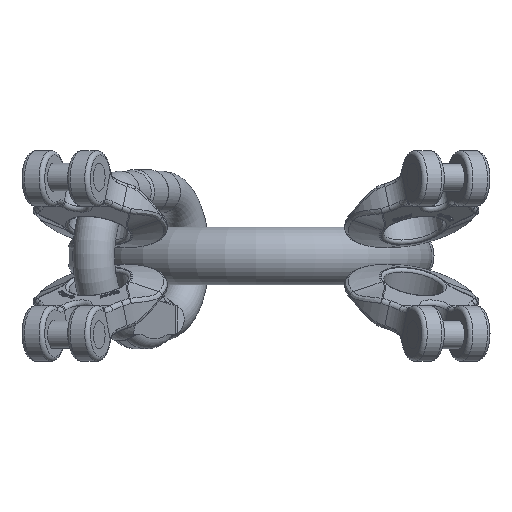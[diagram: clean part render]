
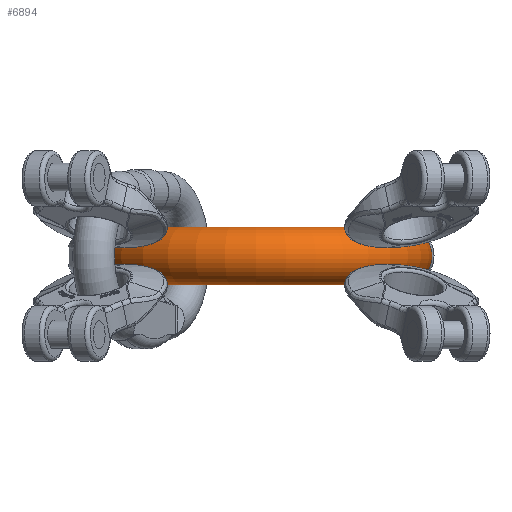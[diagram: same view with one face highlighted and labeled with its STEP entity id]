
A CAD part, front view. The second image highlights one B-rep face of the part: STEP entity #6894.
In plain terms, the highlighted toroidal (fillet/blend) face has major radius 68.5 mm and minor radius 13.5 mm.
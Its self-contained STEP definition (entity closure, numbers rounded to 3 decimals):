
#443=TOROIDAL_SURFACE('',#20275,68.5,13.5);
#6894=ADVANCED_FACE('',(#7610,#7611),#443,.T.);
#7610=FACE_BOUND('',#8336,.T.);
#7611=FACE_BOUND('',#8337,.T.);
#8336=EDGE_LOOP('',(#11890));
#8337=EDGE_LOOP('',(#11891));
#11890=ORIENTED_EDGE('',*,*,#17878,.T.);
#11891=ORIENTED_EDGE('',*,*,#17916,.F.);
#15530=VERTEX_POINT('',#33714);
#15568=VERTEX_POINT('',#33972);
#17878=EDGE_CURVE('',#15530,#15530,#19500,.T.);
#17916=EDGE_CURVE('',#15568,#15568,#19502,.T.);
#19500=CIRCLE('',#20256,13.5);
#19502=CIRCLE('',#20268,13.5);
#20256=AXIS2_PLACEMENT_3D('',#33713,#22537,#22538);
#20268=AXIS2_PLACEMENT_3D('',#33971,#22569,#22570);
#20275=AXIS2_PLACEMENT_3D('',#33982,#22583,#22584);
#22537=DIRECTION('',(0.,-1.,0.));
#22538=DIRECTION('',(1.,0.,0.));
#22569=DIRECTION('',(0.,1.,0.));
#22570=DIRECTION('',(-1.,0.,0.));
#22583=DIRECTION('',(0.,0.,1.));
#22584=DIRECTION('',(1.,0.,0.));
#33713=CARTESIAN_POINT('',(-68.5,-32.,0.));
#33714=CARTESIAN_POINT('',(-55.,-32.,0.));
#33971=CARTESIAN_POINT('',(68.5,-32.,0.));
#33972=CARTESIAN_POINT('',(55.,-32.,0.));
#33982=CARTESIAN_POINT('',(0.,-32.,0.));
